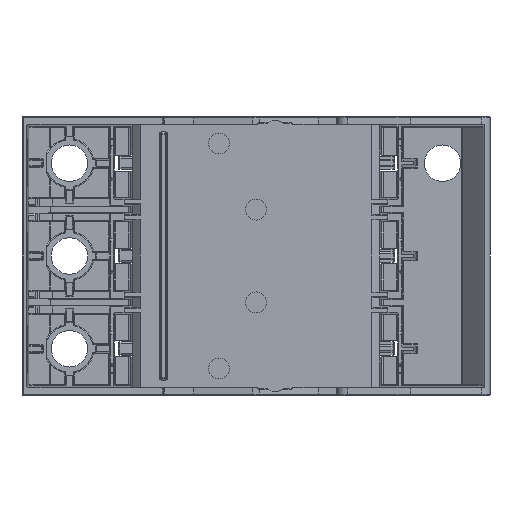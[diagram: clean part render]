
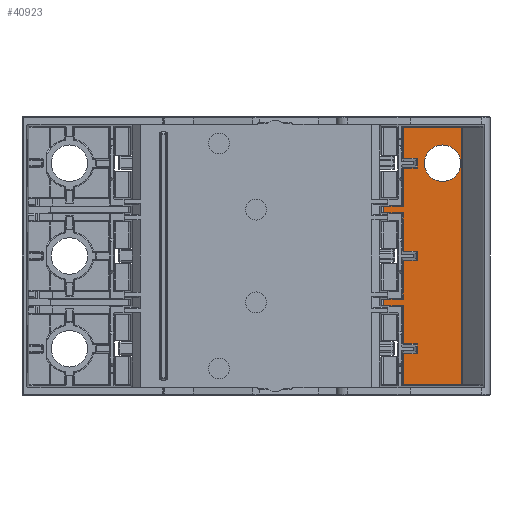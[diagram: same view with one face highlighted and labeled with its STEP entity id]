
A CAD part, front view. The second image highlights one B-rep face of the part: STEP entity #40923.
In plain terms, the highlighted planar face has unit normal (0, -1, 0).
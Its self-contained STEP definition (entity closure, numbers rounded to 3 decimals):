
#799=DIRECTION('',(0.,0.,1.));
#800=VECTOR('',#799,1.29);
#801=CARTESIAN_POINT('',(46.997,35.,-9.995));
#802=LINE('',#801,#800);
#938=CARTESIAN_POINT('',(46.997,35.,-8.705));
#1069=DIRECTION('',(1.,0.,0.));
#1070=VECTOR('',#1069,3.802);
#1071=CARTESIAN_POINT('',(46.997,35.,-9.995));
#1072=LINE('',#1071,#1070);
#1073=DIRECTION('',(-1.,0.,0.));
#1074=VECTOR('',#1073,3.802);
#1075=CARTESIAN_POINT('',(50.799,35.,-8.705));
#1076=LINE('',#1075,#1074);
#1077=DIRECTION('',(-1.,0.,0.));
#1078=VECTOR('',#1077,3.802);
#1079=CARTESIAN_POINT('',(50.799,35.,-27.795));
#1080=LINE('',#1079,#1078);
#1081=DIRECTION('',(1.,0.,0.));
#1082=VECTOR('',#1081,3.802);
#1083=CARTESIAN_POINT('',(46.997,35.,-26.505));
#1084=LINE('',#1083,#1082);
#1085=CARTESIAN_POINT('',(58.3,35.,-0.45));
#1086=DIRECTION('',(0.,-1.,0.));
#1087=DIRECTION('',(1.,0.,0.));
#1088=AXIS2_PLACEMENT_3D('',#1085,#1086,#1087);
#1090=CARTESIAN_POINT('',(58.3,35.,-0.45));
#1091=DIRECTION('',(0.,-1.,0.));
#1092=DIRECTION('',(-1.,0.,0.));
#1093=AXIS2_PLACEMENT_3D('',#1090,#1091,#1092);
#1095=DIRECTION('',(0.,0.,-1.));
#1096=VECTOR('',#1095,1.876);
#1097=CARTESIAN_POINT('',(53.438,35.,-17.312));
#1098=LINE('',#1097,#1096);
#1573=DIRECTION('',(0.,0.,1.));
#1574=VECTOR('',#1573,49.403);
#1575=CARTESIAN_POINT('',(61.929,35.,-42.952));
#1576=LINE('',#1575,#1574);
#1600=DIRECTION('',(1.,0.,0.));
#1601=VECTOR('',#1600,11.13);
#1602=CARTESIAN_POINT('',(50.799,35.,6.452));
#1603=LINE('',#1602,#1601);
#1619=DIRECTION('',(0.,0.,1.));
#1620=VECTOR('',#1619,5.964);
#1621=CARTESIAN_POINT('',(50.799,35.,0.488));
#1622=LINE('',#1621,#1620);
#1898=DIRECTION('',(-1.,0.,0.));
#1899=VECTOR('',#1898,2.639);
#1900=CARTESIAN_POINT('',(53.438,35.,0.488));
#1901=LINE('',#1900,#1899);
#2015=DIRECTION('',(0.,0.,1.));
#2016=VECTOR('',#2015,1.876);
#2017=CARTESIAN_POINT('',(53.438,35.,-1.388));
#2018=LINE('',#2017,#2016);
#2132=DIRECTION('',(1.,0.,0.));
#2133=VECTOR('',#2132,2.639);
#2134=CARTESIAN_POINT('',(50.799,35.,-1.388));
#2135=LINE('',#2134,#2133);
#2171=DIRECTION('',(0.,0.,1.));
#2172=VECTOR('',#2171,7.317);
#2173=CARTESIAN_POINT('',(50.799,35.,-8.705));
#2174=LINE('',#2173,#2172);
#5173=CARTESIAN_POINT('',(50.799,35.,-26.505));
#5328=DIRECTION('',(0.,0.,-1.));
#5329=VECTOR('',#5328,1.29);
#5330=CARTESIAN_POINT('',(46.997,35.,-26.505));
#5331=LINE('',#5330,#5329);
#5332=CARTESIAN_POINT('',(46.997,35.,-27.795));
#5598=DIRECTION('',(0.,0.,-1.));
#5599=VECTOR('',#5598,7.317);
#5600=CARTESIAN_POINT('',(50.799,35.,-27.795));
#5601=LINE('',#5600,#5599);
#5900=DIRECTION('',(-1.,0.,0.));
#5901=VECTOR('',#5900,2.639);
#5902=CARTESIAN_POINT('',(53.438,35.,-36.988));
#5903=LINE('',#5902,#5901);
#6017=DIRECTION('',(0.,0.,-1.));
#6018=VECTOR('',#6017,1.876);
#6019=CARTESIAN_POINT('',(53.438,35.,-35.112));
#6020=LINE('',#6019,#6018);
#6134=DIRECTION('',(1.,0.,0.));
#6135=VECTOR('',#6134,2.639);
#6136=CARTESIAN_POINT('',(50.799,35.,-35.112));
#6137=LINE('',#6136,#6135);
#6142=DIRECTION('',(0.,0.,-1.));
#6143=VECTOR('',#6142,5.964);
#6144=CARTESIAN_POINT('',(50.799,35.,-36.988));
#6145=LINE('',#6144,#6143);
#6165=DIRECTION('',(1.,0.,0.));
#6166=VECTOR('',#6165,11.13);
#6167=CARTESIAN_POINT('',(50.799,35.,-42.952));
#6168=LINE('',#6167,#6166);
#36071=DIRECTION('',(-1.,0.,0.));
#36072=VECTOR('',#36071,2.639);
#36073=CARTESIAN_POINT('',(53.438,35.,
-19.188));
#36074=LINE('',#36073,#36072);
#36203=DIRECTION('',(0.,0.,-1.));
#36204=VECTOR('',#36203,7.317);
#36205=CARTESIAN_POINT('',(50.799,35.,
-19.188));
#36206=LINE('',#36205,#36204);
#36641=CARTESIAN_POINT('',(50.799,35.,
-9.995));
#36647=DIRECTION('',(0.,0.,1.));
#36648=VECTOR('',#36647,7.317);
#36649=CARTESIAN_POINT('',(50.799,35.,
-17.312));
#36650=LINE('',#36649,#36648);
#36714=DIRECTION('',(-1.,0.,0.));
#36715=VECTOR('',#36714,2.639);
#36716=CARTESIAN_POINT('',(53.438,35.,
-17.312));
#36717=LINE('',#36716,#36715);
#38591=VERTEX_POINT('',#5332);
#38592=CARTESIAN_POINT('',(50.799,35.,
-27.795));
#38593=VERTEX_POINT('',#38592);
#38607=VERTEX_POINT('',#5173);
#38608=CARTESIAN_POINT('',(46.997,35.,
-26.505));
#38609=VERTEX_POINT('',#38608);
#38624=CARTESIAN_POINT('',(50.799,35.,
-19.188));
#38625=VERTEX_POINT('',#38624);
#38626=CARTESIAN_POINT('',(50.799,35.,
-42.952));
#38627=CARTESIAN_POINT('',(61.929,35.,
-42.952));
#38628=VERTEX_POINT('',#38626);
#38629=VERTEX_POINT('',#38627);
#38630=CARTESIAN_POINT('',(50.799,35.,
-36.988));
#38631=VERTEX_POINT('',#38630);
#38632=CARTESIAN_POINT('',(53.438,35.,
-36.988));
#38633=VERTEX_POINT('',#38632);
#38634=CARTESIAN_POINT('',(53.438,35.,
-35.112));
#38635=VERTEX_POINT('',#38634);
#38636=CARTESIAN_POINT('',(50.799,35.,
-35.112));
#38637=VERTEX_POINT('',#38636);
#38638=CARTESIAN_POINT('',(53.438,35.,
-19.188));
#38639=VERTEX_POINT('',#38638);
#38753=CARTESIAN_POINT('',(61.8,35.,-0.45));
#38754=CARTESIAN_POINT('',(54.8,35.,-0.45));
#38755=VERTEX_POINT('',#38753);
#38756=VERTEX_POINT('',#38754);
#40119=VERTEX_POINT('',#938);
#40120=CARTESIAN_POINT('',(50.799,35.,
-8.705));
#40121=VERTEX_POINT('',#40120);
#40135=VERTEX_POINT('',#36641);
#40136=CARTESIAN_POINT('',(46.997,35.,
-9.995));
#40137=VERTEX_POINT('',#40136);
#40152=CARTESIAN_POINT('',(50.799,35.,
-17.312));
#40153=VERTEX_POINT('',#40152);
#40154=CARTESIAN_POINT('',(50.799,35.,6.452));
#40155=CARTESIAN_POINT('',(61.929,35.,6.452));
#40156=VERTEX_POINT('',#40154);
#40157=VERTEX_POINT('',#40155);
#40158=CARTESIAN_POINT('',(50.799,35.,
0.488));
#40159=VERTEX_POINT('',#40158);
#40160=CARTESIAN_POINT('',(53.438,35.,
0.488));
#40161=VERTEX_POINT('',#40160);
#40162=CARTESIAN_POINT('',(53.438,35.,
-1.388));
#40163=VERTEX_POINT('',#40162);
#40164=CARTESIAN_POINT('',(50.799,35.,
-1.388));
#40165=VERTEX_POINT('',#40164);
#40166=CARTESIAN_POINT('',(53.438,35.,
-17.312));
#40167=VERTEX_POINT('',#40166);
#40864=CARTESIAN_POINT('',(22.09,35.,
-9.76));
#40865=DIRECTION('',(0.,1.,0.));
#40866=DIRECTION('',(1.,0.,0.));
#40867=AXIS2_PLACEMENT_3D('',#40864,#40865,#40866);
#40868=PLANE('',#40867);
#40870=ORIENTED_EDGE('',*,*,#40869,.F.);
#40872=ORIENTED_EDGE('',*,*,#40871,.T.);
#40874=ORIENTED_EDGE('',*,*,#40873,.T.);
#40876=ORIENTED_EDGE('',*,*,#40875,.F.);
#40877=ORIENTED_EDGE('',*,*,#40855,.T.);
#40878=ORIENTED_EDGE('',*,*,#40829,.F.);
#40880=ORIENTED_EDGE('',*,*,#40879,.T.);
#40882=ORIENTED_EDGE('',*,*,#40881,.T.);
#40884=ORIENTED_EDGE('',*,*,#40883,.T.);
#40886=ORIENTED_EDGE('',*,*,#40885,.T.);
#40888=ORIENTED_EDGE('',*,*,#40887,.T.);
#40890=ORIENTED_EDGE('',*,*,#40889,.T.);
#40892=ORIENTED_EDGE('',*,*,#40891,.F.);
#40894=ORIENTED_EDGE('',*,*,#40893,.F.);
#40896=ORIENTED_EDGE('',*,*,#40895,.F.);
#40898=ORIENTED_EDGE('',*,*,#40897,.F.);
#40900=ORIENTED_EDGE('',*,*,#40899,.F.);
#40902=ORIENTED_EDGE('',*,*,#40901,.F.);
#40904=ORIENTED_EDGE('',*,*,#40903,.F.);
#40906=ORIENTED_EDGE('',*,*,#40905,.T.);
#40908=ORIENTED_EDGE('',*,*,#40907,.F.);
#40910=ORIENTED_EDGE('',*,*,#40909,.T.);
#40912=ORIENTED_EDGE('',*,*,#40911,.F.);
#40914=ORIENTED_EDGE('',*,*,#40913,.F.);
#40915=EDGE_LOOP('',(#40870,#40872,#40874,#40876,#40877,#40878,#40880,#40882,
#40884,#40886,#40888,#40890,#40892,#40894,#40896,#40898,#40900,#40902,#40904,
#40906,#40908,#40910,#40912,#40914));
#40916=FACE_OUTER_BOUND('',#40915,.F.);
#40918=ORIENTED_EDGE('',*,*,#40917,.T.);
#40920=ORIENTED_EDGE('',*,*,#40919,.T.);
#40921=EDGE_LOOP('',(#40918,#40920));
#40922=FACE_BOUND('',#40921,.F.);
#40923=ADVANCED_FACE('',(#40916,#40922),#40868,.F.);
#1089=CIRCLE('',#1088,3.5);
#1094=CIRCLE('',#1093,3.5);
#40829=EDGE_CURVE('',#40121,#40119,#1076,.T.);
#40855=EDGE_CURVE('',#40137,#40119,#802,.T.);
#40869=EDGE_CURVE('',#40167,#38639,#1098,.T.);
#40871=EDGE_CURVE('',#40167,#40153,#36717,.T.);
#40873=EDGE_CURVE('',#40153,#40135,#36650,.T.);
#40875=EDGE_CURVE('',#40137,#40135,#1072,.T.);
#40879=EDGE_CURVE('',#40121,#40165,#2174,.T.);
#40881=EDGE_CURVE('',#40165,#40163,#2135,.T.);
#40883=EDGE_CURVE('',#40163,#40161,#2018,.T.);
#40885=EDGE_CURVE('',#40161,#40159,#1901,.T.);
#40887=EDGE_CURVE('',#40159,#40156,#1622,.T.);
#40889=EDGE_CURVE('',#40156,#40157,#1603,.T.);
#40891=EDGE_CURVE('',#38629,#40157,#1576,.T.);
#40893=EDGE_CURVE('',#38628,#38629,#6168,.T.);
#40895=EDGE_CURVE('',#38631,#38628,#6145,.T.);
#40897=EDGE_CURVE('',#38633,#38631,#5903,.T.);
#40899=EDGE_CURVE('',#38635,#38633,#6020,.T.);
#40901=EDGE_CURVE('',#38637,#38635,#6137,.T.);
#40903=EDGE_CURVE('',#38593,#38637,#5601,.T.);
#40905=EDGE_CURVE('',#38593,#38591,#1080,.T.);
#40907=EDGE_CURVE('',#38609,#38591,#5331,.T.);
#40909=EDGE_CURVE('',#38609,#38607,#1084,.T.);
#40911=EDGE_CURVE('',#38625,#38607,#36206,.T.);
#40913=EDGE_CURVE('',#38639,#38625,#36074,.T.);
#40917=EDGE_CURVE('',#38755,#38756,#1089,.T.);
#40919=EDGE_CURVE('',#38756,#38755,#1094,.T.);
